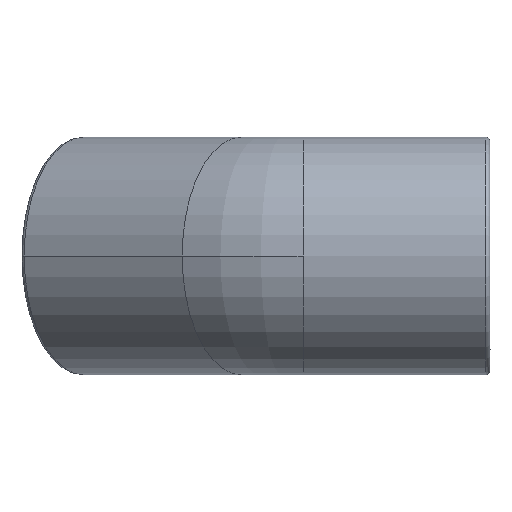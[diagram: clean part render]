
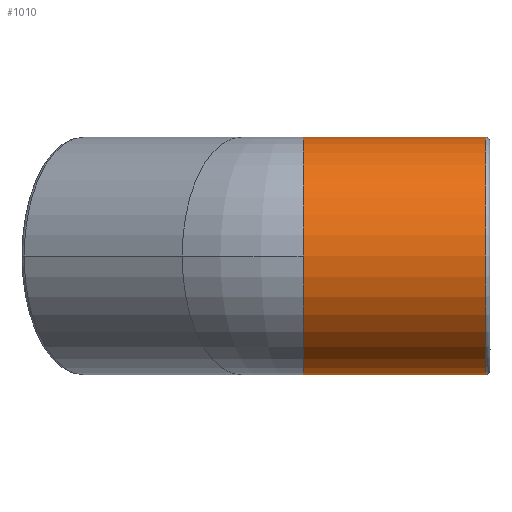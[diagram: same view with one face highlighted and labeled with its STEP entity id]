
A CAD part, left-side view. The second image highlights one B-rep face of the part: STEP entity #1010.
In plain terms, the highlighted cylindrical face has radius 13.5 mm (diameter 27 mm), a partial arc.
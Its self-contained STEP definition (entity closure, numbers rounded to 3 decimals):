
#96 = ORIENTED_EDGE ( 'NONE', *, *, #554, .F. ) ;
#197 = DIRECTION ( 'NONE',  ( 0., 0., 1. ) ) ;
#219 = CARTESIAN_POINT ( 'NONE',  ( 0., 21.249, 13.5 ) ) ;
#514 = CARTESIAN_POINT ( 'NONE',  ( 0., 0.5, -13.5 ) ) ;
#554 = EDGE_CURVE ( 'NONE', #4417, #4441, #3586, .T. ) ;
#588 = ORIENTED_EDGE ( 'NONE', *, *, #2083, .F. ) ;
#829 = CIRCLE ( 'NONE', #3436, 13.5 ) ;
#858 = DIRECTION ( 'NONE',  ( 0., 0., 1. ) ) ;
#1006 = CARTESIAN_POINT ( 'NONE',  ( 0., 0.5, 0. ) ) ;
#1010 = ADVANCED_FACE ( 'NONE', ( #1697 ), #3118, .T. ) ;
#1053 = CARTESIAN_POINT ( 'NONE',  ( 0., 21.249, 0. ) ) ;
#1096 = AXIS2_PLACEMENT_3D ( 'NONE', #4525, #3427, #197 ) ;
#1113 = CARTESIAN_POINT ( 'NONE',  ( 0., 0.5, 13.5 ) ) ;
#1232 = DIRECTION ( 'NONE',  ( 0., 1., 0. ) ) ;
#1241 = CARTESIAN_POINT ( 'NONE',  ( 0., 0., -13.5 ) ) ;
#1371 = ORIENTED_EDGE ( 'NONE', *, *, #1401, .T. ) ;
#1401 = EDGE_CURVE ( 'NONE', #4238, #1530, #2159, .T. ) ;
#1448 = EDGE_LOOP ( 'NONE', ( #3923, #1371, #1898, #588, #96 ) ) ;
#1530 = VERTEX_POINT ( 'NONE', #1113 ) ;
#1648 = AXIS2_PLACEMENT_3D ( 'NONE', #1053, #2839, #2138 ) ;
#1697 = FACE_OUTER_BOUND ( 'NONE', #1448, .T. ) ;
#1898 = ORIENTED_EDGE ( 'NONE', *, *, #3423, .T. ) ;
#1945 = AXIS2_PLACEMENT_3D ( 'NONE', #1006, #2406, #2068 ) ;
#1961 = LINE ( 'NONE', #1241, #2663 ) ;
#2068 = DIRECTION ( 'NONE',  ( 0., 0., 1. ) ) ;
#2083 = EDGE_CURVE ( 'NONE', #4441, #3608, #829, .T. ) ;
#2138 = DIRECTION ( 'NONE',  ( 0., 0., 1. ) ) ;
#2159 = CIRCLE ( 'NONE', #1945, 13.5 ) ;
#2220 = CARTESIAN_POINT ( 'NONE',  ( 0., 21.249, 0. ) ) ;
#2406 = DIRECTION ( 'NONE',  ( 0., 1., 0. ) ) ;
#2528 = CARTESIAN_POINT ( 'NONE',  ( 0., 21.249, -13.5 ) ) ;
#2663 = VECTOR ( 'NONE', #2959, 1000. ) ;
#2810 = VECTOR ( 'NONE', #4140, 1000. ) ;
#2839 = DIRECTION ( 'NONE',  ( 0., 1., 0. ) ) ;
#2848 = EDGE_CURVE ( 'NONE', #4238, #4417, #1961, .T. ) ;
#2959 = DIRECTION ( 'NONE',  ( 0., 1., 0. ) ) ;
#3118 = CYLINDRICAL_SURFACE ( 'NONE', #1096, 13.5 ) ;
#3423 = EDGE_CURVE ( 'NONE', #1530, #3608, #3760, .T. ) ;
#3427 = DIRECTION ( 'NONE',  ( 0., 1., 0. ) ) ;
#3436 = AXIS2_PLACEMENT_3D ( 'NONE', #2220, #1232, #858 ) ;
#3586 = CIRCLE ( 'NONE', #1648, 13.5 ) ;
#3608 = VERTEX_POINT ( 'NONE', #219 ) ;
#3760 = LINE ( 'NONE', #3782, #2810 ) ;
#3782 = CARTESIAN_POINT ( 'NONE',  ( 0., 0., 13.5 ) ) ;
#3923 = ORIENTED_EDGE ( 'NONE', *, *, #2848, .F. ) ;
#4140 = DIRECTION ( 'NONE',  ( 0., 1., 0. ) ) ;
#4238 = VERTEX_POINT ( 'NONE', #514 ) ;
#4308 = CARTESIAN_POINT ( 'NONE',  ( -13.5, 21.249, 0. ) ) ;
#4417 = VERTEX_POINT ( 'NONE', #2528 ) ;
#4441 = VERTEX_POINT ( 'NONE', #4308 ) ;
#4525 = CARTESIAN_POINT ( 'NONE',  ( 0., 0., 0. ) ) ;
